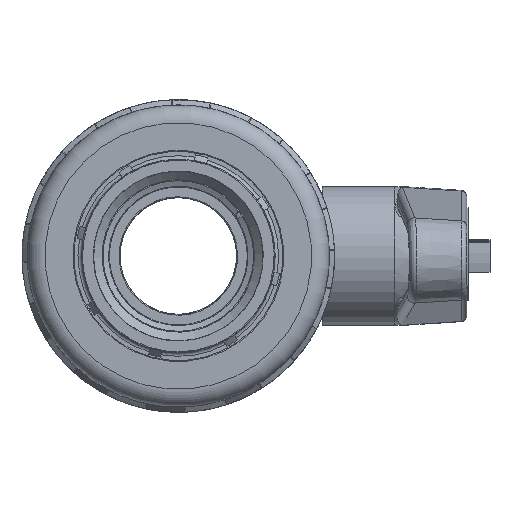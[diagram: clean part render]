
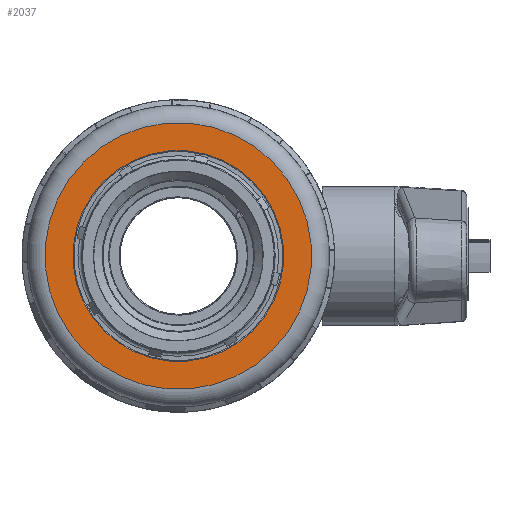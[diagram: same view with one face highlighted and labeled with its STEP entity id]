
A CAD part, left-side view. The second image highlights one B-rep face of the part: STEP entity #2037.
In plain terms, the highlighted face is planar.
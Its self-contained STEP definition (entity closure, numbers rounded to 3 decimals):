
#2037 = ADVANCED_FACE( '', ( #4844, #4845 ), #4846, .F. );
#4844 = FACE_OUTER_BOUND( '', #11117, .T. );
#4845 = FACE_BOUND( '', #11118, .T. );
#4846 = PLANE( '', #11119 );
#11117 = EDGE_LOOP( '', ( #23667 ) );
#11118 = EDGE_LOOP( '', ( #23668 ) );
#11119 = AXIS2_PLACEMENT_3D( '', #23669, #23670, #23671 );
#23667 = ORIENTED_EDGE( '', *, *, #33588, .F. );
#23668 = ORIENTED_EDGE( '', *, *, #32179, .T. );
#23669 = CARTESIAN_POINT( '', ( -28.575, 0., 24.5 ) );
#23670 = DIRECTION( '', ( 0., 0., -1. ) );
#23671 = DIRECTION( '', ( -1., 0., 0. ) );
#32179 = EDGE_CURVE( '', #36612, #36612, #36613, .T. );
#33588 = EDGE_CURVE( '', #38954, #38954, #38955, .T. );
#36612 = VERTEX_POINT( '', #43598 );
#36613 = CIRCLE( '', #43599, 22.6 );
#38954 = VERTEX_POINT( '', #49956 );
#38955 = CIRCLE( '', #49957, 28.575 );
#43598 = CARTESIAN_POINT( '', ( -22.6, 0., 24.5 ) );
#43599 = AXIS2_PLACEMENT_3D( '', #60535, #60536, #60537 );
#49956 = CARTESIAN_POINT( '', ( -28.575, 0., 24.5 ) );
#49957 = AXIS2_PLACEMENT_3D( '', #61925, #61926, #61927 );
#60535 = CARTESIAN_POINT( '', ( 0., 0., 24.5 ) );
#60536 = DIRECTION( '', ( 0., 0., -1. ) );
#60537 = DIRECTION( '', ( -1., 0., 0. ) );
#61925 = CARTESIAN_POINT( '', ( 0., 0., 24.5 ) );
#61926 = DIRECTION( '', ( 0., 0., -1. ) );
#61927 = DIRECTION( '', ( -1., 0., 0. ) );
